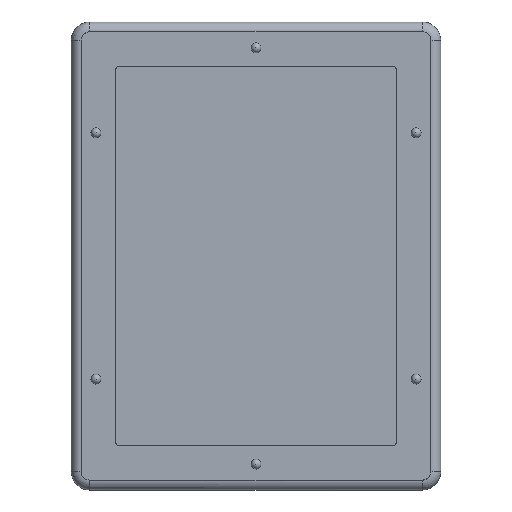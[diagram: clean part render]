
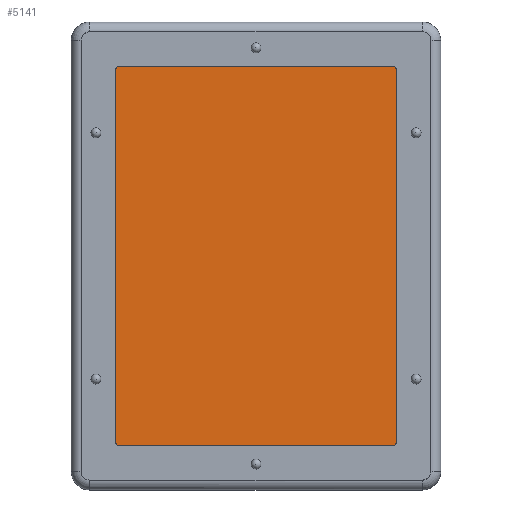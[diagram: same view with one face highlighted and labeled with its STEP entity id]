
A CAD part, top view. The second image highlights one B-rep face of the part: STEP entity #5141.
In plain terms, the highlighted planar face has unit normal (0, 0, 1).
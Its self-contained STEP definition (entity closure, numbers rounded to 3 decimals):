
#365 = CIRCLE ( 'NONE', #1284, 1.5 ) ;
#444 = VECTOR ( 'NONE', #2751, 1000. ) ;
#743 = CARTESIAN_POINT ( 'NONE',  ( 55.5, 75.5, -0.5 ) ) ;
#851 = ORIENTED_EDGE ( 'NONE', *, *, #4447, .T. ) ;
#881 = CARTESIAN_POINT ( 'NONE',  ( -55.5, 77., -0.5 ) ) ;
#917 = ORIENTED_EDGE ( 'NONE', *, *, #2431, .T. ) ;
#975 = LINE ( 'NONE', #2375, #3383 ) ;
#992 = CIRCLE ( 'NONE', #1735, 1.5 ) ;
#1065 = ORIENTED_EDGE ( 'NONE', *, *, #2857, .T. ) ;
#1074 = AXIS2_PLACEMENT_3D ( 'NONE', #5503, #3317, #5068 ) ;
#1100 = DIRECTION ( 'NONE',  ( -1., 0., 0. ) ) ;
#1133 = CARTESIAN_POINT ( 'NONE',  ( -55.5, -75.5, -0.5 ) ) ;
#1165 = CARTESIAN_POINT ( 'NONE',  ( -55.5, -77., -0.5 ) ) ;
#1234 = CARTESIAN_POINT ( 'NONE',  ( -55.5, 75.5, -0.5 ) ) ;
#1262 = EDGE_CURVE ( 'NONE', #2679, #3420, #3021, .T. ) ;
#1277 = VERTEX_POINT ( 'NONE', #2944 ) ;
#1284 = AXIS2_PLACEMENT_3D ( 'NONE', #743, #2548, #3782 ) ;
#1361 = EDGE_CURVE ( 'NONE', #5631, #1277, #4665, .T. ) ;
#1412 = CARTESIAN_POINT ( 'NONE',  ( -57., 77.5, -0.5 ) ) ;
#1587 = VERTEX_POINT ( 'NONE', #2134 ) ;
#1735 = AXIS2_PLACEMENT_3D ( 'NONE', #1234, #4182, #3781 ) ;
#1921 = VERTEX_POINT ( 'NONE', #881 ) ;
#1989 = PLANE ( 'NONE',  #2311 ) ;
#2134 = CARTESIAN_POINT ( 'NONE',  ( 55.5, 77., -0.5 ) ) ;
#2135 = CARTESIAN_POINT ( 'NONE',  ( 55.5, -77., -0.5 ) ) ;
#2204 = ORIENTED_EDGE ( 'NONE', *, *, #2800, .T. ) ;
#2311 = AXIS2_PLACEMENT_3D ( 'NONE', #3410, #2522, #5540 ) ;
#2347 = CARTESIAN_POINT ( 'NONE',  ( 57., 75.5, -0.5 ) ) ;
#2375 = CARTESIAN_POINT ( 'NONE',  ( -57.5, -77., -0.5 ) ) ;
#2431 = EDGE_CURVE ( 'NONE', #1587, #1921, #3252, .T. ) ;
#2522 = DIRECTION ( 'NONE',  ( 0., 0., -1. ) ) ;
#2548 = DIRECTION ( 'NONE',  ( 0., 0., 1. ) ) ;
#2679 = VERTEX_POINT ( 'NONE', #3048 ) ;
#2751 = DIRECTION ( 'NONE',  ( 0., -1., 0. ) ) ;
#2800 = EDGE_CURVE ( 'NONE', #3420, #5631, #975, .T. ) ;
#2832 = VERTEX_POINT ( 'NONE', #2347 ) ;
#2857 = EDGE_CURVE ( 'NONE', #4540, #2679, #4103, .T. ) ;
#2894 = EDGE_CURVE ( 'NONE', #1921, #4540, #992, .T. ) ;
#2938 = VECTOR ( 'NONE', #1100, 1000. ) ;
#2944 = CARTESIAN_POINT ( 'NONE',  ( 57., -75.5, -0.5 ) ) ;
#3021 = CIRCLE ( 'NONE', #5225, 1.5 ) ;
#3048 = CARTESIAN_POINT ( 'NONE',  ( -57., -75.5, -0.5 ) ) ;
#3132 = VECTOR ( 'NONE', #5567, 1000. ) ;
#3242 = DIRECTION ( 'NONE',  ( 1., 0., 0. ) ) ;
#3252 = LINE ( 'NONE', #4622, #2938 ) ;
#3317 = DIRECTION ( 'NONE',  ( 0., 0., 1. ) ) ;
#3383 = VECTOR ( 'NONE', #3242, 1000. ) ;
#3401 = DIRECTION ( 'NONE',  ( -1., 0., 0. ) ) ;
#3410 = CARTESIAN_POINT ( 'NONE',  ( -57.5, 77.5, -0.5 ) ) ;
#3420 = VERTEX_POINT ( 'NONE', #1165 ) ;
#3716 = DIRECTION ( 'NONE',  ( 0., 0., 1. ) ) ;
#3781 = DIRECTION ( 'NONE',  ( -1., 0., 0. ) ) ;
#3782 = DIRECTION ( 'NONE',  ( -1., 0., 0. ) ) ;
#3929 = ORIENTED_EDGE ( 'NONE', *, *, #5150, .T. ) ;
#3932 = ORIENTED_EDGE ( 'NONE', *, *, #1361, .T. ) ;
#4103 = LINE ( 'NONE', #1412, #444 ) ;
#4182 = DIRECTION ( 'NONE',  ( 0., 0., 1. ) ) ;
#4274 = CARTESIAN_POINT ( 'NONE',  ( -57., 75.5, -0.5 ) ) ;
#4359 = LINE ( 'NONE', #5193, #3132 ) ;
#4447 = EDGE_CURVE ( 'NONE', #1277, #2832, #4359, .T. ) ;
#4540 = VERTEX_POINT ( 'NONE', #4274 ) ;
#4612 = FACE_OUTER_BOUND ( 'NONE', #5615, .T. ) ;
#4622 = CARTESIAN_POINT ( 'NONE',  ( -57.5, 77., -0.5 ) ) ;
#4665 = CIRCLE ( 'NONE', #1074, 1.5 ) ;
#4713 = ORIENTED_EDGE ( 'NONE', *, *, #1262, .T. ) ;
#5068 = DIRECTION ( 'NONE',  ( -1., 0., 0. ) ) ;
#5141 = ADVANCED_FACE ( 'NONE', ( #4612 ), #1989, .F. ) ;
#5150 = EDGE_CURVE ( 'NONE', #2832, #1587, #365, .T. ) ;
#5193 = CARTESIAN_POINT ( 'NONE',  ( 57., 77.5, -0.5 ) ) ;
#5225 = AXIS2_PLACEMENT_3D ( 'NONE', #1133, #3716, #3401 ) ;
#5503 = CARTESIAN_POINT ( 'NONE',  ( 55.5, -75.5, -0.5 ) ) ;
#5540 = DIRECTION ( 'NONE',  ( 1., 0., 0. ) ) ;
#5567 = DIRECTION ( 'NONE',  ( 0., 1., 0. ) ) ;
#5610 = ORIENTED_EDGE ( 'NONE', *, *, #2894, .T. ) ;
#5615 = EDGE_LOOP ( 'NONE', ( #1065, #4713, #2204, #3932, #851, #3929, #917, #5610 ) ) ;
#5631 = VERTEX_POINT ( 'NONE', #2135 ) ;
